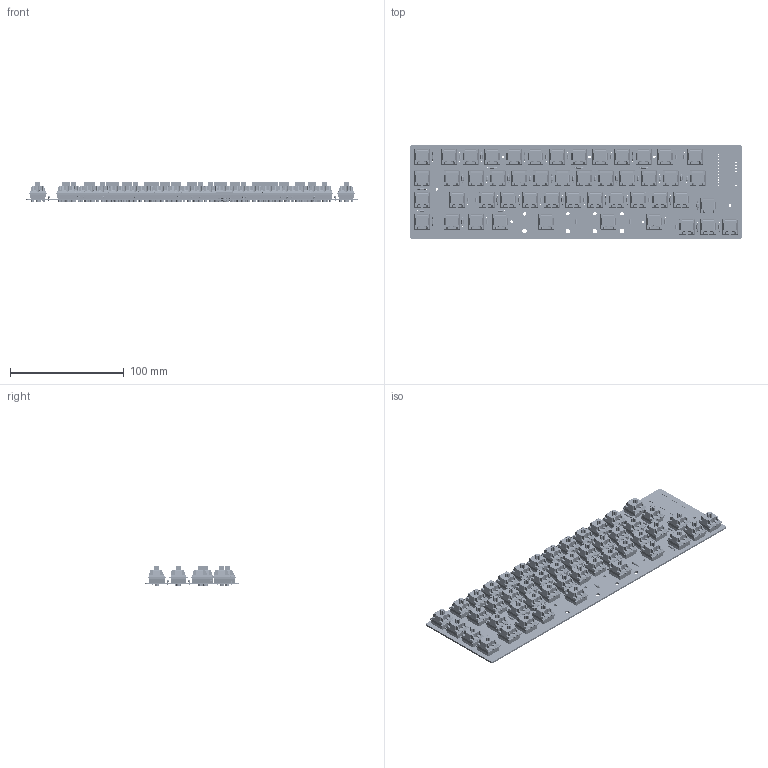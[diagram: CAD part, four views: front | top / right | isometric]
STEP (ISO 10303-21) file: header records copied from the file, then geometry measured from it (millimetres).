
FILE_DESCRIPTION(('KiCad electronic assembly'),'2;1');
FILE_NAME('pcb.step','2024-01-18T08:20:00',('Pcbnew'),('Kicad'), 'Open CASCADE STEP processor 7.6','KiCad to STEP converter','Unknown' );
FILE_SCHEMA(('AUTOMOTIVE_DESIGN { 1 0 10303 214 1 1 1 1 }'));
Length unit declared in the file: millimetre
Products named in the file (6): pcb 1; D_DO-35_SOD27_P7.62mm_Horizontal; switch; cherry mx v28; pcb PCB
Assembly tree (101 placements, depth 3):
  pcb 1
    D_DO-35_SOD27_P7.62mm_Horizontal  x49
      D_DO-35_SOD27_P7.62mm_Horizontal
    switch  x49
      cherry mx v28
    pcb PCB
Bounding box: 292.51 x 82.96 x 18.18 mm (x, y, z)
Volume: 123156.8 mm3; surface area: 138262.9 mm2
Topology: 491 solids, 491 shells, 7733 faces, 18734 edges, 12179 vertices
Faces by surface type: plane 5489, cylinder 1803, torus 196, cone 147, sphere 98
Full cylindrical faces by diameter (mm): 0.5 x147, 0.8 x98, 1 x24, 1.524 x98, 1.6 x98, 1.702 x98, 2 x98, 2.02 x49, 2.2 x7, 3.048 x4, 3.85 x49, 3.988 x53
Entity records: 61374 total; most frequent: CARTESIAN_POINT 16790, DIRECTION 8236, ORIENTED_EDGE 4444, PCURVE 4444, DEFINITIONAL_REPRESENTATION 4444, LINE 4025, VECTOR 4025, EDGE_CURVE 2222
